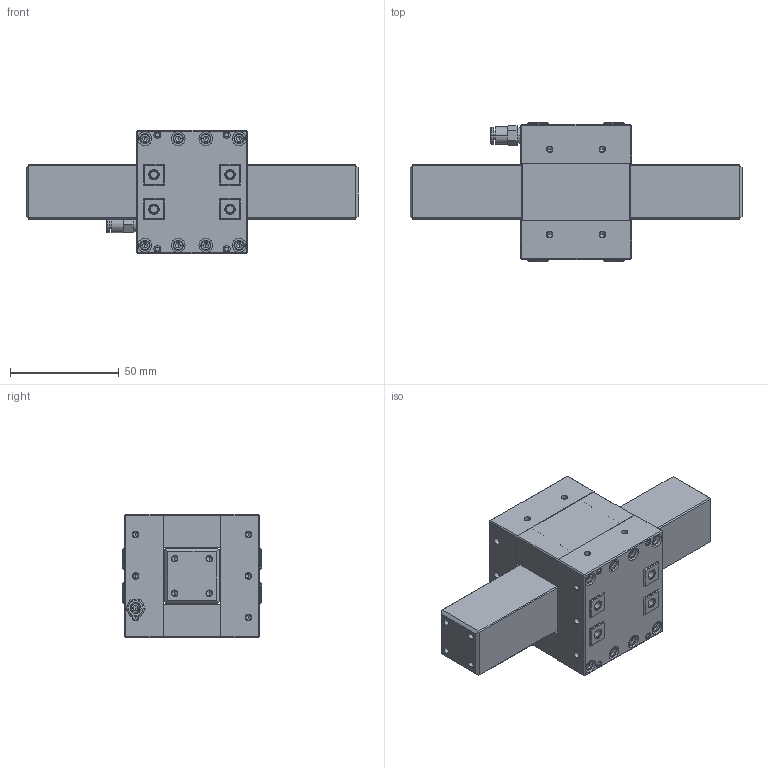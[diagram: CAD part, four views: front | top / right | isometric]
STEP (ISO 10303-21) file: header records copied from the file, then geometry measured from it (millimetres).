
FILE_DESCRIPTION (( 'STEP AP214' ), '1' );
FILE_NAME ('S40-03050-025XXX-C_UPDATED.STEP', '2014-05-13T21:03:00', ( '' ), ( '' ), 'SwSTEP 2.0', 'SolidWorks 2014', '' );
FILE_SCHEMA (( 'AUTOMOTIVE_DESIGN' ));
Length unit declared in the file: inch
Products named in the file (12): 62S25S03_62S25S03; 16S2501-C_16S2501-C; 40S25S01-C_40S25S01; 40S25T01-C_40S25T01; 44S25XXX_44S38178; S40-03050-025XXX-C_UPDATED; S90F013_04-M5; Socket Set Screw Cup Point_AM_B18.3.6M - M5 x 0.8 x 5 Hex Socket Type I Cup Pt. SS --N; Socket Set Screw Cup Point_AM_B18.3.6M - M3 x 0.5 x 3 Hex Socket Type I Cup Pt. SS --N; Dowel Pin_AI_DPM 0.125x1; Socket Head Cap Screw_AI_HX-SHCS 0.112-40x0.875x0.875-N; S162503-C_S162503
Assembly tree (39 placements, depth 3):
  S40-03050-025XXX-C_UPDATED
    44S25XXX_44S38178
    40S25T01-C_40S25T01  x2
    40S25S01-C_40S25S01  x2
    S162503-C_S162503  x4
      16S2501-C_16S2501-C
      62S25S03_62S25S03
    Socket Head Cap Screw_AI_HX-SHCS 0.112-40x0.875x0.875-N  x16
    Dowel Pin_AI_DPM 0.125x1  x8
    Socket Set Screw Cup Point_AM_B18.3.6M - M3 x 0.5 x 3 Hex Socket Type I Cup Pt. SS --N  x2
    Socket Set Screw Cup Point_AM_B18.3.6M - M5 x 0.8 x 5 Hex Socket Type I Cup Pt. SS --N
    S90F013_04-M5
Bounding box: 152.4 x 63.5 x 56.9 mm (x, y, z)
Volume: 210888.5 mm3; surface area: 87049.7 mm2
Topology: 41 solids, 41 shells, 2029 faces, 4850 edges, 3007 vertices
Faces by surface type: plane 1001, cylinder 482, cone 256, bspline 238, torus 52
Entity records: 32772 total; most frequent: CARTESIAN_POINT 12411, ORIENTED_EDGE 4004, DIRECTION 3752, EDGE_CURVE 2002, VERTEX_POINT 1299, AXIS2_PLACEMENT_3D 1261, VECTOR 1230, LINE 1230
